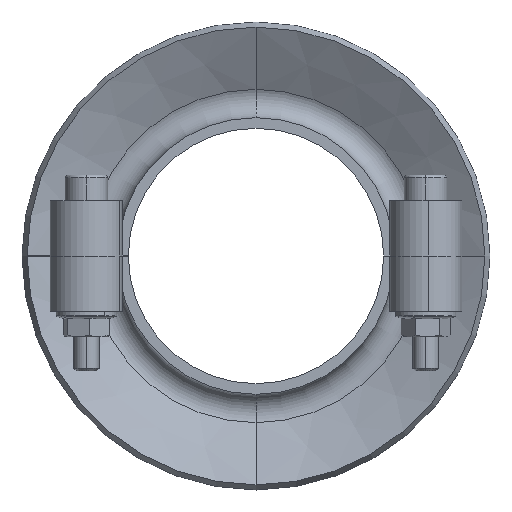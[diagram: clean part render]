
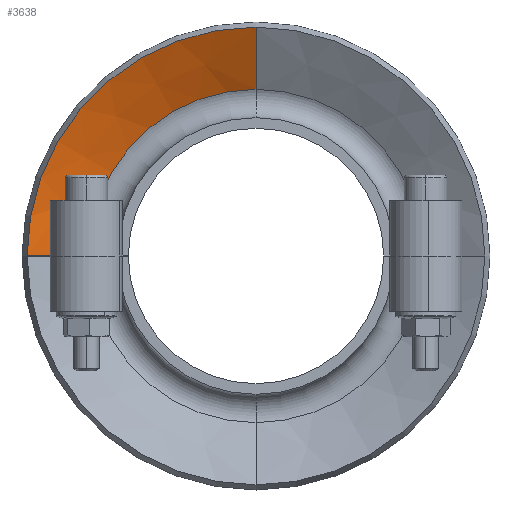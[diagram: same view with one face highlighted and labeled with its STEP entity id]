
A CAD part, left-side view. The second image highlights one B-rep face of the part: STEP entity #3638.
In plain terms, the highlighted conical face has half-angle 61.223 degrees and reference radius 53.797 mm.
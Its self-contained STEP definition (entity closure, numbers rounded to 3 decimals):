
#8 = CARTESIAN_POINT ( 'NONE',  ( 26.512, 52.551, 113.405 ) ) ;
#14 = CARTESIAN_POINT ( 'NONE',  ( 34.547, 52.551, 59.608 ) ) ;
#273 = EDGE_LOOP ( 'NONE', ( #5721, #2505, #8223, #1713 ) ) ;
#372 = DIRECTION ( 'NONE',  ( -1., 0., 0. ) ) ;
#387 = VERTEX_POINT ( 'NONE', #4998 ) ;
#1491 = DIRECTION ( 'NONE',  ( 0., 0., 1. ) ) ;
#1713 = ORIENTED_EDGE ( 'NONE', *, *, #3310, .T. ) ;
#2120 = AXIS2_PLACEMENT_3D ( 'NONE', #14, #3821, #8339 ) ;
#2188 = VERTEX_POINT ( 'NONE', #3214 ) ;
#2505 = ORIENTED_EDGE ( 'NONE', *, *, #4089, .T. ) ;
#3062 = EDGE_CURVE ( 'NONE', #4566, #3804, #5554, .T. ) ;
#3151 = AXIS2_PLACEMENT_3D ( 'NONE', #5348, #8062, #1491 ) ;
#3214 = CARTESIAN_POINT ( 'NONE',  ( 34.547, 52.551, 98.774 ) ) ;
#3310 = EDGE_CURVE ( 'NONE', #3804, #387, #4939, .T. ) ;
#3385 = CARTESIAN_POINT ( 'NONE',  ( 26.512, 52.551, 113.405 ) ) ;
#3624 = CARTESIAN_POINT ( 'NONE',  ( 26.512, 52.551, 59.608 ) ) ;
#3638 = ADVANCED_FACE ( 'NONE', ( #8017 ), #5198, .F. ) ;
#3756 = CARTESIAN_POINT ( 'NONE',  ( 26.512, 106.347, 59.608 ) ) ;
#3804 = VERTEX_POINT ( 'NONE', #3756 ) ;
#3821 = DIRECTION ( 'NONE',  ( -1., 0., 0. ) ) ;
#3895 = DIRECTION ( 'NONE',  ( -0.481, 0., 0.876 ) ) ;
#4089 = EDGE_CURVE ( 'NONE', #2188, #4566, #5274, .T. ) ;
#4565 = CIRCLE ( 'NONE', #2120, 39.166 ) ;
#4566 = VERTEX_POINT ( 'NONE', #3385 ) ;
#4645 = VECTOR ( 'NONE', #3895, 1000. ) ;
#4939 = LINE ( 'NONE', #7595, #7717 ) ;
#4998 = CARTESIAN_POINT ( 'NONE',  ( 34.547, 91.717, 59.608 ) ) ;
#5112 = AXIS2_PLACEMENT_3D ( 'NONE', #3624, #372, #8131 ) ;
#5198 = CONICAL_SURFACE ( 'NONE', #3151, 53.796, 1.069 ) ;
#5274 = LINE ( 'NONE', #8, #4645 ) ;
#5348 = CARTESIAN_POINT ( 'NONE',  ( 26.512, 52.551, 59.608 ) ) ;
#5554 = CIRCLE ( 'NONE', #5112, 53.796 ) ;
#5721 = ORIENTED_EDGE ( 'NONE', *, *, #6951, .F. ) ;
#6242 = DIRECTION ( 'NONE',  ( 0.481, -0.876, 0. ) ) ;
#6951 = EDGE_CURVE ( 'NONE', #2188, #387, #4565, .T. ) ;
#7595 = CARTESIAN_POINT ( 'NONE',  ( 34.547, 91.717, 59.608 ) ) ;
#7717 = VECTOR ( 'NONE', #6242, 1000. ) ;
#8017 = FACE_OUTER_BOUND ( 'NONE', #273, .T. ) ;
#8062 = DIRECTION ( 'NONE',  ( -1., 0., 0. ) ) ;
#8131 = DIRECTION ( 'NONE',  ( 0., 0., 1. ) ) ;
#8223 = ORIENTED_EDGE ( 'NONE', *, *, #3062, .T. ) ;
#8339 = DIRECTION ( 'NONE',  ( 0., 0., 1. ) ) ;
